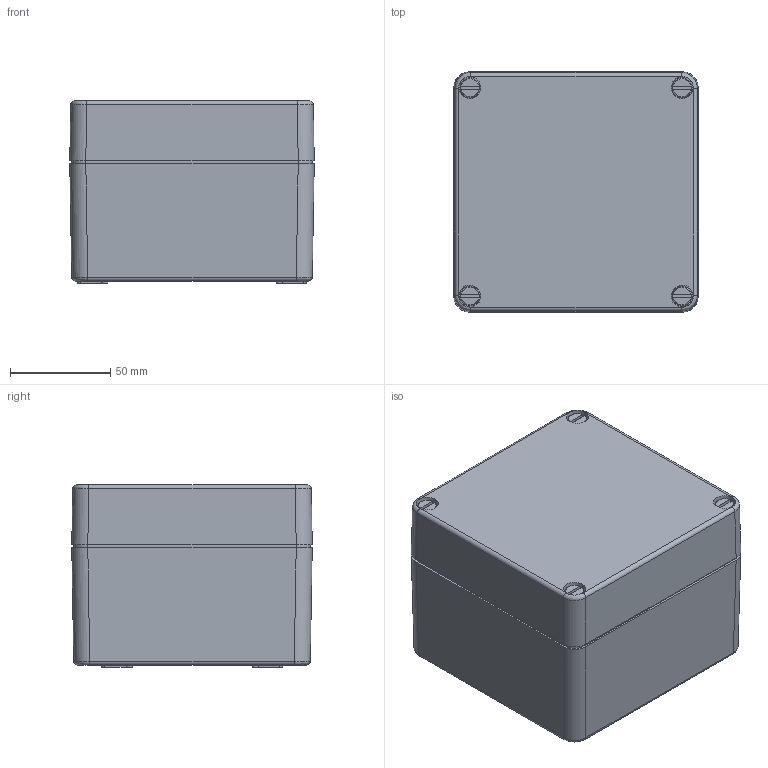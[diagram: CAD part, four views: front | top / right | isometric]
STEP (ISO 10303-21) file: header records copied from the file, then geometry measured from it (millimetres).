
FILE_DESCRIPTION((''),'2;1');
FILE_NAME('01120000_A 120.stp','2010-02-04T11:20:58',('kotzmaier'),(''),'Autodesk Inventor 2010','Autodesk Inventor 2010','');
FILE_SCHEMA(('CONFIG_CONTROL_DESIGN'));
Length unit declared in the file: millimetre
Products named in the file (4): A 120_io; A119_120_UT_3Dsym; A120_OT_3Dsym; DIN 84 - ersetzt durch DIN EN ISO 1207 M6 x 30
Assembly tree (6 placements, depth 2):
  A 120_io
    A119_120_UT_3Dsym
    A120_OT_3Dsym
    DIN 84 - ersetzt durch DIN EN ISO 1207 M6 x 30  x4
Bounding box: 122 x 120 x 91 mm (x, y, z)
Volume: 384739.9 mm3; surface area: 151435.3 mm2
Topology: 6 solids, 6 shells, 402 faces, 921 edges, 560 vertices
Faces by surface type: plane 150, cylinder 127, bspline 63, cone 50, torus 12
Full cylindrical faces by diameter (mm): 4.9 x4, 5.459 x4, 6 x4, 6.5 x7, 7 x4, 10.5 x4
Entity records: 13503 total; most frequent: CARTESIAN_POINT 5555, DIRECTION 1656, ORIENTED_EDGE 1530, EDGE_CURVE 765, AXIS2_PLACEMENT_3D 653, VERTEX_POINT 498, EDGE_LOOP 455, FACE_OUTER_BOUND 360
